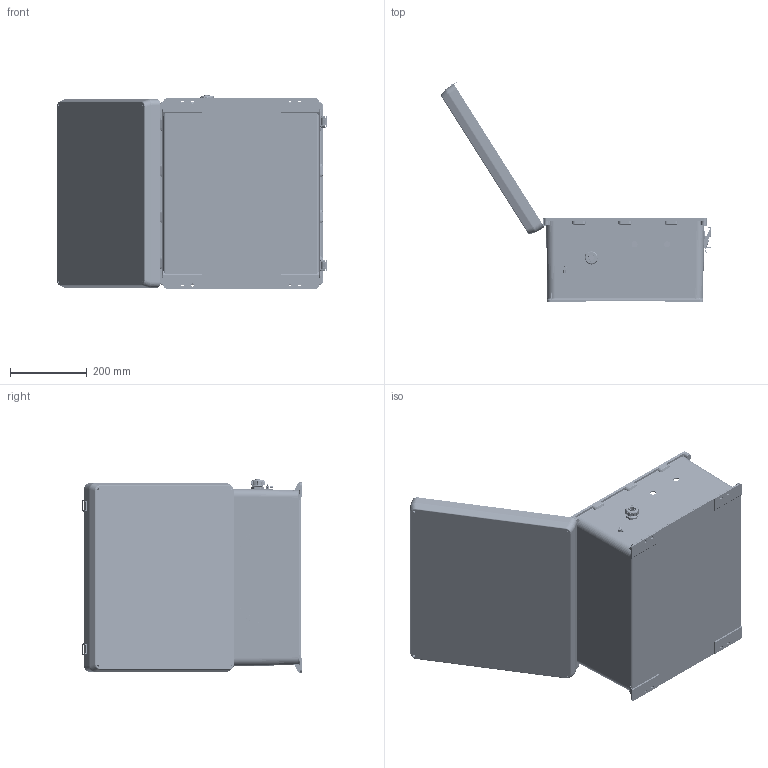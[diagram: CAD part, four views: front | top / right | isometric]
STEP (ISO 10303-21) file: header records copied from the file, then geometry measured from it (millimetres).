
FILE_DESCRIPTION (( 'STEP AP214' ), '1' );
FILE_NAME ('NB181608-1H0_3D.step', '2025-10-06T15:09:24', ( '' ), ( '' ), 'SwSTEP 2.0', 'SolidWorks 2025', '' );
FILE_SCHEMA (( 'AUTOMOTIVE_DESIGN' ));
Length unit declared in the file: inch
Products named in the file (32): X-PCB-HYP285; XCT-0005; XCTB-0002; XF685-01; XHIC-HTR110; NB181608-Lid; XCT-0010; XMH-0010; XFS-0066_90272A147; XFS-0026; NB181608-DoorClasp-1; XFS-0032_91735A151; XFN-0022; NB181608-Hinge; XF797-02; XC-0003; NEMA 18 GroundWire; XMH-0006; NB181608-DoorClasp-2; X-ASSY-HYP285-1; XFS-0017; NB181608-Box; XERZ-V20D241; NB181608-1H0_3D; XFW-0002; XMH-0007; XFW-0004; XFN-0003; XFS-0067_XFS-0067; XCT-0011; 10-32 NEMA PLATE SCREW; XFN-0013
Assembly tree (64 placements, depth 3):
  NB181608-1H0_3D
    NB181608-Box
    NB181608-Hinge  x2
    NB181608-Lid
    NB181608-DoorClasp-1  x2
    NB181608-DoorClasp-2  x2
    XF685-01
    XMH-0007  x4
    XCTB-0002
    10-32 NEMA PLATE SCREW  x4
    XFN-0013  x2
    XMH-0010  x2
    XF797-02
    XFS-0017  x9
    XCT-0011
    XCT-0010
    NEMA 18 GroundWire
    XHIC-HTR110  x2
    XMH-0006  x2
    XFW-0004  x6
    X-ASSY-HYP285-1
      X-PCB-HYP285
      XERZ-V20D241  x3
    XFN-0022  x2
    XFS-0032_91735A151  x2
    XFS-0066_90272A147  x2
    XFS-0067_XFS-0067  x2
    XFN-0003  x2
    XCT-0005
    XFW-0002
    XFS-0026
    XC-0003
Bounding box: 703.32 x 571.16 x 502.84 mm (x, y, z)
Volume: 4140570.7 mm3; surface area: 2274571.6 mm2
Topology: 69 solids, 70 shells, 6432 faces, 16198 edges, 9969 vertices
Faces by surface type: plane 2129, cylinder 2028, cone 1561, torus 421, bspline 256, sphere 37
Entity records: 136312 total; most frequent: CARTESIAN_POINT 44780, ORIENTED_EDGE 19384, DIRECTION 18630, EDGE_CURVE 9692, AXIS2_PLACEMENT_3D 6885, VERTEX_POINT 6060, LINE 4860, VECTOR 4860
